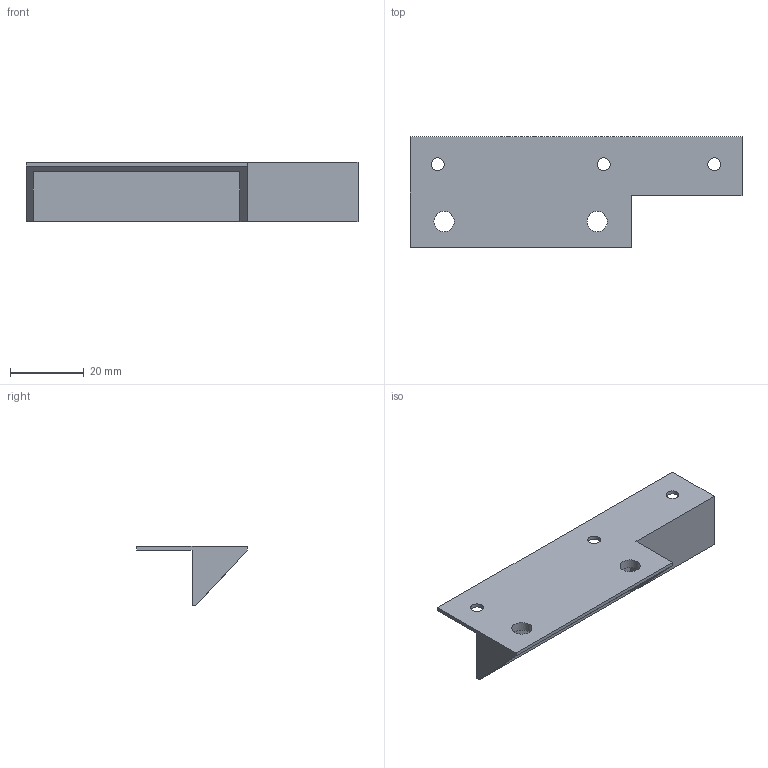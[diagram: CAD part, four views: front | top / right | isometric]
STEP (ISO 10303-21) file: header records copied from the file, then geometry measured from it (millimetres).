
FILE_DESCRIPTION(/* description */ (''),/* implementation_level */ '2;1');
FILE_NAME(/* name */ 'Bracket 6.step',/* time_stamp */ '2022-06-10T09:57:02-07:00',/* author */ (''),/* organization */ (''),/* preprocessor_version */ 'ST-DEVELOPER v19',/* originating_system */ 'Autodesk Translation Framework v11.7.0.108',/* authorisation */ '');
FILE_SCHEMA (('AUTOMOTIVE_DESIGN { 1 0 10303 214 3 1 1 }'));
Length unit declared in the file: millimetre
Products named in the file (2): Base_Arm; Component1
Assembly tree (1 placements, depth 2):
  Base_Arm
    Component1
Bounding box: 90 x 30 x 16 mm (x, y, z)
Volume: 5019.5 mm3; surface area: 7795.3 mm2
Topology: 1 solids, 1 shells, 20 faces, 51 edges, 33 vertices
Faces by surface type: plane 15, cylinder 5
Full cylindrical faces by diameter (mm): 3.5 x3, 5.5 x2
Entity records: 674 total; most frequent: DIRECTION 107, CARTESIAN_POINT 107, ORIENTED_EDGE 102, EDGE_CURVE 51, LINE 41, VECTOR 41, VERTEX_POINT 33, AXIS2_PLACEMENT_3D 33
